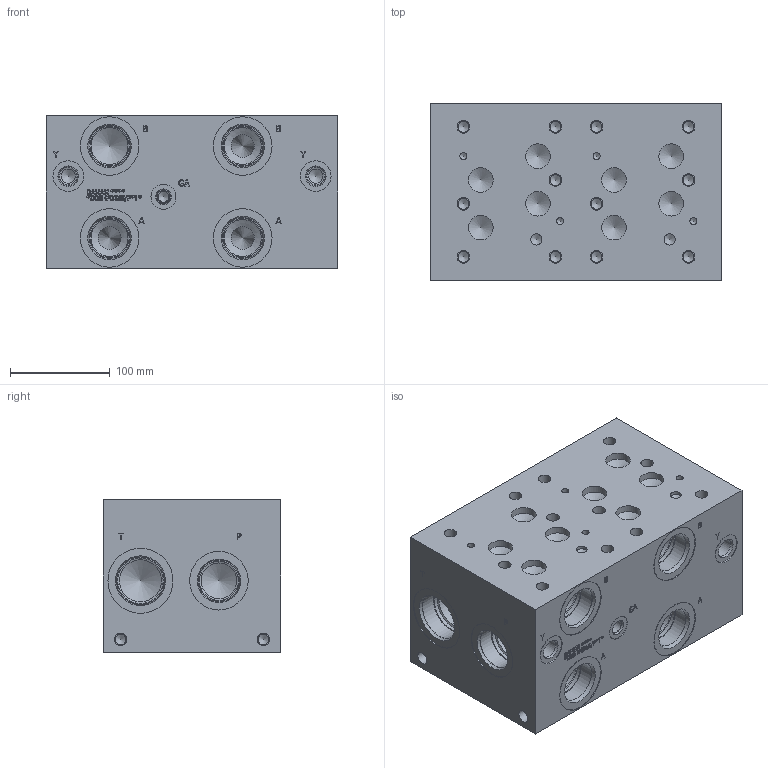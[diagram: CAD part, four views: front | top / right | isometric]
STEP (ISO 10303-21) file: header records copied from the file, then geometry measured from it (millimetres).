
FILE_DESCRIPTION(/* description */ (''),/* implementation_level */ '2;1');
FILE_NAME(/* name */ '_D08HP025S_P_T_.stp',/* time_stamp */ '2021-07-28T11:19:11-04:00',/* author */ ('anthonyv'),/* organization */ (''),/* preprocessor_version */ 'ST-DEVELOPER v18.1',/* originating_system */ 'Autodesk Inventor 2021',/* authorisation */ '');
FILE_SCHEMA (('AUTOMOTIVE_DESIGN { 1 0 10303 214 3 1 1 }'));
Length unit declared in the file: millimetre
Products named in the file (1): _D08HP025S_P_T_
Bounding box: 292.1 x 177.8 x 152.4 mm (x, y, z)
Volume: 7351130 mm3; surface area: 319059.8 mm2
Topology: 1 solids, 1 shells, 799 faces, 2175 edges, 1471 vertices
Faces by surface type: plane 451, bspline 173, cylinder 101, cone 74
Full cylindrical faces by diameter (mm): 7.137 x4, 10.719 x17, 11.125 x2, 12.7 x16, 12.9 x1, 14.275 x3, 14.529 x1, 17.501 x2, 19.05 x2, 19.253 x2, 24.613 x8, 25.019 x1, 30.632 x2, 35.712 x2, 36.906 x4, 39.218 x6, 41.275 x4, 41.28 x2, 41.758 x2, 42.062 x2, 43.51 x4, 45.568 x2, 47.625 x2, 48.057 x2, 58.572 x6, 65.126 x2
Entity records: 26563 total; most frequent: CARTESIAN_POINT 6654, ORIENTED_EDGE 4268, DIRECTION 3414, EDGE_CURVE 2134, VERTEX_POINT 1471, LINE 1416, VECTOR 1416, AXIS2_PLACEMENT_3D 999
